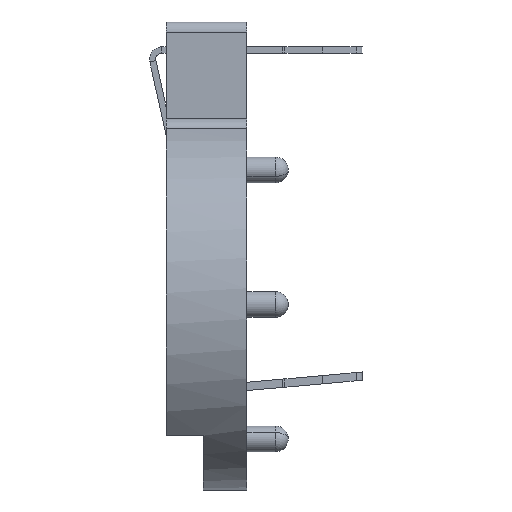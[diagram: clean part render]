
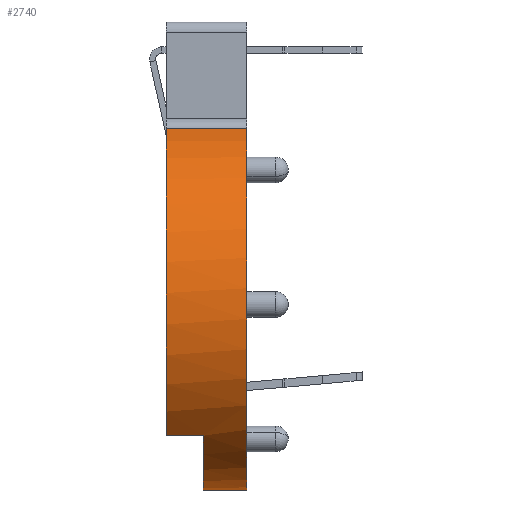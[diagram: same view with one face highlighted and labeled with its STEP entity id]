
A CAD part, left-side view. The second image highlights one B-rep face of the part: STEP entity #2740.
In plain terms, the highlighted cylindrical face has radius 11.379 mm (diameter 22.758 mm), a partial arc.
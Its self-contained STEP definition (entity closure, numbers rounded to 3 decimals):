
#54 = DIRECTION ( 'NONE',  ( 0., 1., 0. ) ) ;
#68 = CIRCLE ( 'NONE', #1010, 11.379 ) ;
#130 = DIRECTION ( 'NONE',  ( 0., 0., -1. ) ) ;
#175 = ORIENTED_EDGE ( 'NONE', *, *, #2163, .T. ) ;
#191 = LINE ( 'NONE', #925, #1335 ) ;
#229 = VECTOR ( 'NONE', #3220, 1000. ) ;
#244 = AXIS2_PLACEMENT_3D ( 'NONE', #2973, #1715, #130 ) ;
#283 = VERTEX_POINT ( 'NONE', #772 ) ;
#393 = LINE ( 'NONE', #2677, #229 ) ;
#400 = VECTOR ( 'NONE', #1245, 1000. ) ;
#772 = CARTESIAN_POINT ( 'NONE',  ( 0., 2.667, -11.379 ) ) ;
#862 = ORIENTED_EDGE ( 'NONE', *, *, #2090, .F. ) ;
#925 = CARTESIAN_POINT ( 'NONE',  ( -8.046, 2.667, -8.046 ) ) ;
#976 = CARTESIAN_POINT ( 'NONE',  ( 0., 0., 0. ) ) ;
#1010 = AXIS2_PLACEMENT_3D ( 'NONE', #2404, #54, #2129 ) ;
#1185 = VERTEX_POINT ( 'NONE', #1442 ) ;
#1219 = DIRECTION ( 'NONE',  ( 0., 1., 0. ) ) ;
#1245 = DIRECTION ( 'NONE',  ( 0., -1., 0. ) ) ;
#1269 = ORIENTED_EDGE ( 'NONE', *, *, #2782, .F. ) ;
#1300 = AXIS2_PLACEMENT_3D ( 'NONE', #2025, #2999, #2014 ) ;
#1335 = VECTOR ( 'NONE', #1219, 1000. ) ;
#1404 = ORIENTED_EDGE ( 'NONE', *, *, #1904, .F. ) ;
#1442 = CARTESIAN_POINT ( 'NONE',  ( -3.609, 0., 10.792 ) ) ;
#1540 = CIRCLE ( 'NONE', #1300, 11.379 ) ;
#1617 = CIRCLE ( 'NONE', #2151, 11.379 ) ;
#1642 = ORIENTED_EDGE ( 'NONE', *, *, #3355, .T. ) ;
#1715 = DIRECTION ( 'NONE',  ( 0., -1., 0. ) ) ;
#1871 = CARTESIAN_POINT ( 'NONE',  ( 0., 0., -11.379 ) ) ;
#1904 = EDGE_CURVE ( 'NONE', #2623, #1185, #2453, .T. ) ;
#1949 = CYLINDRICAL_SURFACE ( 'NONE', #244, 11.379 ) ;
#2014 = DIRECTION ( 'NONE',  ( 0., 0., 1. ) ) ;
#2025 = CARTESIAN_POINT ( 'NONE',  ( 0., 4.953, 0. ) ) ;
#2090 = EDGE_CURVE ( 'NONE', #283, #2667, #68, .T. ) ;
#2129 = DIRECTION ( 'NONE',  ( 0., 0., 1. ) ) ;
#2151 = AXIS2_PLACEMENT_3D ( 'NONE', #976, #2277, #2519 ) ;
#2163 = EDGE_CURVE ( 'NONE', #283, #2622, #393, .T. ) ;
#2226 = VERTEX_POINT ( 'NONE', #3181 ) ;
#2277 = DIRECTION ( 'NONE',  ( 0., 1., 0. ) ) ;
#2404 = CARTESIAN_POINT ( 'NONE',  ( 0., 2.667, 0. ) ) ;
#2453 = LINE ( 'NONE', #2529, #400 ) ;
#2519 = DIRECTION ( 'NONE',  ( 0., 0., 1. ) ) ;
#2529 = CARTESIAN_POINT ( 'NONE',  ( -3.609, 4.953, 10.792 ) ) ;
#2622 = VERTEX_POINT ( 'NONE', #1871 ) ;
#2623 = VERTEX_POINT ( 'NONE', #2673 ) ;
#2667 = VERTEX_POINT ( 'NONE', #2913 ) ;
#2673 = CARTESIAN_POINT ( 'NONE',  ( -3.609, 4.953, 10.792 ) ) ;
#2677 = CARTESIAN_POINT ( 'NONE',  ( 0., 4.953, -11.379 ) ) ;
#2740 = ADVANCED_FACE ( 'NONE', ( #3136 ), #1949, .T. ) ;
#2782 = EDGE_CURVE ( 'NONE', #2226, #2623, #1540, .T. ) ;
#2913 = CARTESIAN_POINT ( 'NONE',  ( -8.046, 2.667, -8.046 ) ) ;
#2946 = EDGE_LOOP ( 'NONE', ( #862, #175, #1642, #1404, #1269, #2977 ) ) ;
#2973 = CARTESIAN_POINT ( 'NONE',  ( 0., 4.953, 0. ) ) ;
#2977 = ORIENTED_EDGE ( 'NONE', *, *, #3167, .F. ) ;
#2999 = DIRECTION ( 'NONE',  ( 0., 1., 0. ) ) ;
#3136 = FACE_OUTER_BOUND ( 'NONE', #2946, .T. ) ;
#3167 = EDGE_CURVE ( 'NONE', #2667, #2226, #191, .T. ) ;
#3181 = CARTESIAN_POINT ( 'NONE',  ( -8.046, 4.953, -8.046 ) ) ;
#3220 = DIRECTION ( 'NONE',  ( 0., -1., 0. ) ) ;
#3355 = EDGE_CURVE ( 'NONE', #2622, #1185, #1617, .T. ) ;
